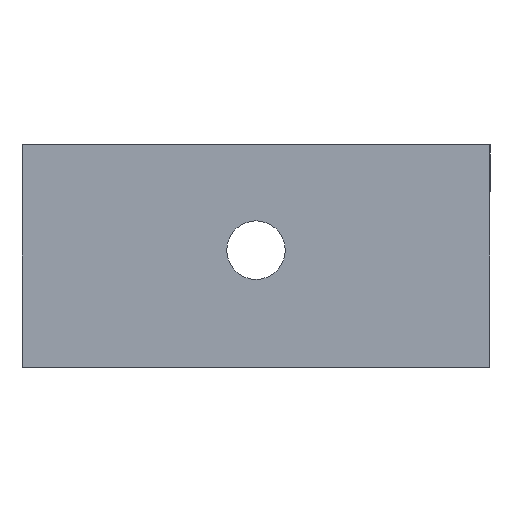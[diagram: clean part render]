
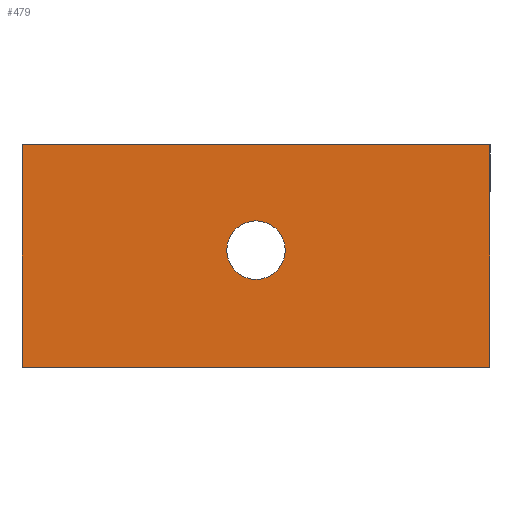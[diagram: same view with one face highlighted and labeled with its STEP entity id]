
A CAD part, left-side view. The second image highlights one B-rep face of the part: STEP entity #479.
In plain terms, the highlighted planar face has unit normal (-1, 0, 0).
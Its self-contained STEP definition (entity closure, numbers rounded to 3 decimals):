
#5 = CARTESIAN_POINT ( 'NONE',  ( -5., 20., 2. ) ) ;
#14 = PLANE ( 'NONE',  #101 ) ;
#62 = VECTOR ( 'NONE', #936, 1000. ) ;
#97 = ORIENTED_EDGE ( 'NONE', *, *, #507, .T. ) ;
#101 = AXIS2_PLACEMENT_3D ( 'NONE', #522, #607, #190 ) ;
#104 = CIRCLE ( 'NONE', #552, 1.25 ) ;
#154 = CIRCLE ( 'NONE', #882, 1.25 ) ;
#159 = VERTEX_POINT ( 'NONE', #248 ) ;
#190 = DIRECTION ( 'NONE',  ( 0., -1., 0. ) ) ;
#193 = CARTESIAN_POINT ( 'NONE',  ( -5., 0., -5. ) ) ;
#205 = CARTESIAN_POINT ( 'NONE',  ( -5., 10., -1.25 ) ) ;
#215 = CARTESIAN_POINT ( 'NONE',  ( -5., 0., 2. ) ) ;
#248 = CARTESIAN_POINT ( 'NONE',  ( -5., 20., 2. ) ) ;
#260 = DIRECTION ( 'NONE',  ( 0., 0., 1. ) ) ;
#264 = VECTOR ( 'NONE', #283, 1000. ) ;
#275 = EDGE_CURVE ( 'NONE', #421, #159, #1066, .T. ) ;
#283 = DIRECTION ( 'NONE',  ( 0., -1., 0. ) ) ;
#290 = CARTESIAN_POINT ( 'NONE',  ( -5., 10., -2.5 ) ) ;
#311 = LINE ( 'NONE', #1103, #62 ) ;
#384 = EDGE_CURVE ( 'NONE', #914, #421, #311, .T. ) ;
#421 = VERTEX_POINT ( 'NONE', #784 ) ;
#437 = DIRECTION ( 'NONE',  ( -1., 0., 0. ) ) ;
#452 = EDGE_LOOP ( 'NONE', ( #573, #821, #1093, #97 ) ) ;
#479 = ADVANCED_FACE ( 'NONE', ( #897, #721 ), #14, .T. ) ;
#481 = EDGE_LOOP ( 'NONE', ( #593, #512 ) ) ;
#483 = CARTESIAN_POINT ( 'NONE',  ( -5., 10., -3.75 ) ) ;
#488 = EDGE_CURVE ( 'NONE', #159, #785, #861, .T. ) ;
#507 = EDGE_CURVE ( 'NONE', #914, #785, #874, .T. ) ;
#510 = CARTESIAN_POINT ( 'NONE',  ( -5., 20., -5. ) ) ;
#512 = ORIENTED_EDGE ( 'NONE', *, *, #619, .F. ) ;
#522 = CARTESIAN_POINT ( 'NONE',  ( -5., 20., -5. ) ) ;
#551 = DIRECTION ( 'NONE',  ( -1., 0., 0. ) ) ;
#552 = AXIS2_PLACEMENT_3D ( 'NONE', #290, #551, #725 ) ;
#573 = ORIENTED_EDGE ( 'NONE', *, *, #488, .F. ) ;
#593 = ORIENTED_EDGE ( 'NONE', *, *, #1087, .F. ) ;
#598 = CARTESIAN_POINT ( 'NONE',  ( -5., 10., -2.5 ) ) ;
#607 = DIRECTION ( 'NONE',  ( -1., 0., 0. ) ) ;
#619 = EDGE_CURVE ( 'NONE', #913, #689, #104, .T. ) ;
#634 = VECTOR ( 'NONE', #720, 1000. ) ;
#689 = VERTEX_POINT ( 'NONE', #205 ) ;
#720 = DIRECTION ( 'NONE',  ( 0., 0., 1. ) ) ;
#721 = FACE_OUTER_BOUND ( 'NONE', #452, .T. ) ;
#725 = DIRECTION ( 'NONE',  ( 0., 0., 1. ) ) ;
#745 = CARTESIAN_POINT ( 'NONE',  ( -5., 0., -7.5 ) ) ;
#784 = CARTESIAN_POINT ( 'NONE',  ( -5., 20., -7.5 ) ) ;
#785 = VERTEX_POINT ( 'NONE', #215 ) ;
#821 = ORIENTED_EDGE ( 'NONE', *, *, #275, .F. ) ;
#861 = LINE ( 'NONE', #5, #264 ) ;
#874 = LINE ( 'NONE', #193, #634 ) ;
#882 = AXIS2_PLACEMENT_3D ( 'NONE', #598, #437, #260 ) ;
#897 = FACE_BOUND ( 'NONE', #481, .T. ) ;
#913 = VERTEX_POINT ( 'NONE', #483 ) ;
#914 = VERTEX_POINT ( 'NONE', #745 ) ;
#936 = DIRECTION ( 'NONE',  ( 0., 1., 0. ) ) ;
#943 = DIRECTION ( 'NONE',  ( 0., 0., 1. ) ) ;
#1066 = LINE ( 'NONE', #510, #1089 ) ;
#1087 = EDGE_CURVE ( 'NONE', #689, #913, #154, .T. ) ;
#1089 = VECTOR ( 'NONE', #943, 1000. ) ;
#1093 = ORIENTED_EDGE ( 'NONE', *, *, #384, .F. ) ;
#1103 = CARTESIAN_POINT ( 'NONE',  ( -5., 0., -7.5 ) ) ;
